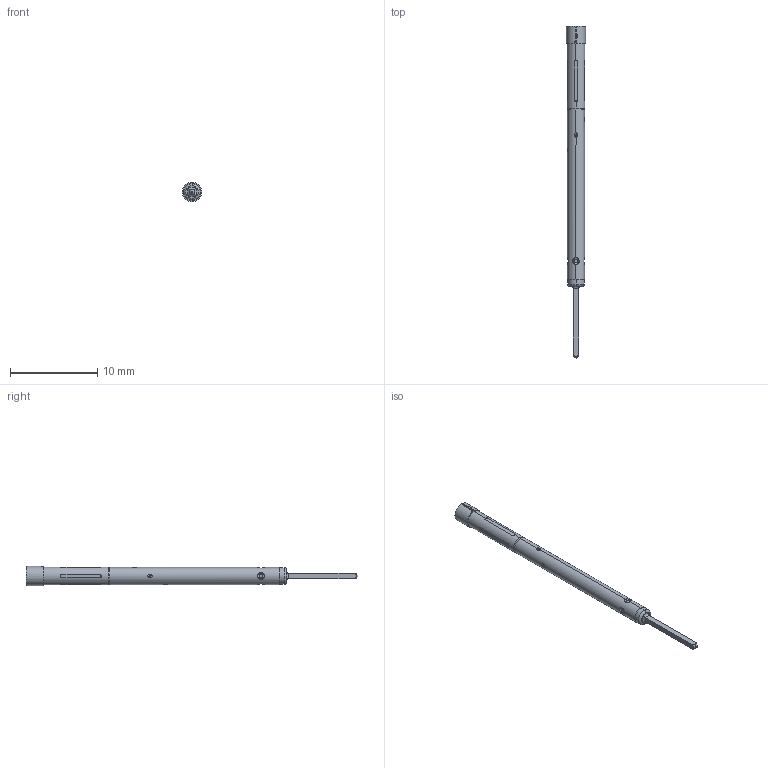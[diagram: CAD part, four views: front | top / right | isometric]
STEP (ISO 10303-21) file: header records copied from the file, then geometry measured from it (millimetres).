
FILE_DESCRIPTION (( 'STEP AP203' ), '1' );
FILE_NAME ('INGUN_KS-112_47_E2.STEP', '2022-02-09T05:18:48', ( 'ochi' ), ( '' ), 'SwSTEP 2.0', 'SolidWorks 2018', '' );
FILE_SCHEMA (( 'CONFIG_CONTROL_DESIGN' ));
Length unit declared in the file: millimetre
Products named in the file (1): INGUN_KS-112_47_E2
Bounding box: 2.2 x 38 x 2.2 mm (x, y, z)
Volume: 94.8 mm3; surface area: 212.1 mm2
Topology: 1 solids, 1 shells, 139 faces, 371 edges, 244 vertices
Faces by surface type: plane 61, bspline 38, cylinder 34, cone 4, torus 2
Entity records: 5720 total; most frequent: CARTESIAN_POINT 2519, ORIENTED_EDGE 742, DIRECTION 519, EDGE_CURVE 371, VERTEX_POINT 244, AXIS2_PLACEMENT_3D 202, B_SPLINE_CURVE_WITH_KNOTS 152, EDGE_LOOP 149
